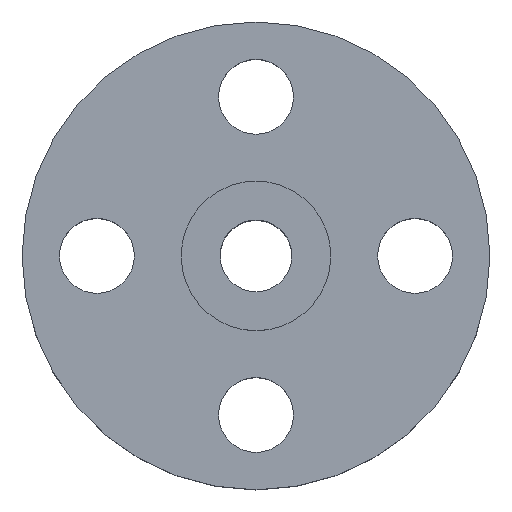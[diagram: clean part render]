
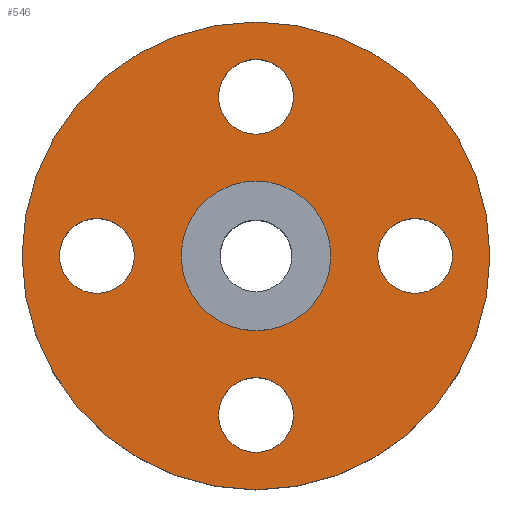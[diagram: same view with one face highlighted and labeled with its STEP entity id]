
A CAD part, top view. The second image highlights one B-rep face of the part: STEP entity #546.
In plain terms, the highlighted planar face has unit normal (0, 0, 1).
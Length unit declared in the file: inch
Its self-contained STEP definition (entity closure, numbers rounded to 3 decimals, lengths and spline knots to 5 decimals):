
#9 = DIRECTION ( 'NONE',  ( 0., 0., 1. ) ) ;
#14 = PLANE ( 'NONE',  #757 ) ;
#27 = ORIENTED_EDGE ( 'NONE', *, *, #490, .F. ) ;
#28 = CARTESIAN_POINT ( 'NONE',  ( -2.625, 0., -0.25 ) ) ;
#30 = EDGE_LOOP ( 'NONE', ( #845, #204 ) ) ;
#34 = EDGE_LOOP ( 'NONE', ( #27, #519 ) ) ;
#38 = DIRECTION ( 'NONE',  ( 0., 0., 1. ) ) ;
#40 = EDGE_CURVE ( 'NONE', #797, #498, #752, .T. ) ;
#41 = VERTEX_POINT ( 'NONE', #244 ) ;
#43 = DIRECTION ( 'NONE',  ( 0., 0., 1. ) ) ;
#48 = VERTEX_POINT ( 'NONE', #180 ) ;
#52 = AXIS2_PLACEMENT_3D ( 'NONE', #608, #814, #486 ) ;
#87 = CARTESIAN_POINT ( 'NONE',  ( 2.125, 0., -0.25 ) ) ;
#88 = DIRECTION ( 'NONE',  ( 0., 0., 1. ) ) ;
#91 = ORIENTED_EDGE ( 'NONE', *, *, #755, .F. ) ;
#95 = EDGE_CURVE ( 'NONE', #715, #742, #148, .T. ) ;
#109 = CARTESIAN_POINT ( 'NONE',  ( 0., 0., -0.25 ) ) ;
#120 = VERTEX_POINT ( 'NONE', #465 ) ;
#133 = AXIS2_PLACEMENT_3D ( 'NONE', #109, #43, #571 ) ;
#139 = DIRECTION ( 'NONE',  ( -1., 0., 0. ) ) ;
#142 = CIRCLE ( 'NONE', #655, 0.5 ) ;
#143 = FACE_BOUND ( 'NONE', #34, .T. ) ;
#145 = DIRECTION ( 'NONE',  ( 1., 0., 0. ) ) ;
#148 = CIRCLE ( 'NONE', #379, 0.5 ) ;
#165 = CARTESIAN_POINT ( 'NONE',  ( -1.625, 0., -0.25 ) ) ;
#171 = DIRECTION ( 'NONE',  ( 1., 0., 0. ) ) ;
#172 = DIRECTION ( 'NONE',  ( 1., 0., 0. ) ) ;
#173 = DIRECTION ( 'NONE',  ( 1., 0., 0. ) ) ;
#180 = CARTESIAN_POINT ( 'NONE',  ( -0.5, -2.125, -0.25 ) ) ;
#181 = CARTESIAN_POINT ( 'NONE',  ( 0.5, -2.125, -0.25 ) ) ;
#188 = ORIENTED_EDGE ( 'NONE', *, *, #819, .F. ) ;
#189 = DIRECTION ( 'NONE',  ( 0., 0., 1. ) ) ;
#204 = ORIENTED_EDGE ( 'NONE', *, *, #851, .T. ) ;
#207 = AXIS2_PLACEMENT_3D ( 'NONE', #494, #38, #172 ) ;
#213 = CARTESIAN_POINT ( 'NONE',  ( -2.125, 0., -0.25 ) ) ;
#235 = CARTESIAN_POINT ( 'NONE',  ( 0., 0., -0.25 ) ) ;
#244 = CARTESIAN_POINT ( 'NONE',  ( -3.125, 0., -0.25 ) ) ;
#256 = EDGE_LOOP ( 'NONE', ( #691, #491 ) ) ;
#264 = DIRECTION ( 'NONE',  ( 0., -1., 0. ) ) ;
#270 = CIRCLE ( 'NONE', #583, 3.125 ) ;
#276 = CARTESIAN_POINT ( 'NONE',  ( 0., 1., -0.25 ) ) ;
#279 = FACE_BOUND ( 'NONE', #529, .T. ) ;
#283 = FACE_BOUND ( 'NONE', #476, .T. ) ;
#291 = VERTEX_POINT ( 'NONE', #181 ) ;
#293 = CARTESIAN_POINT ( 'NONE',  ( 0., 0., -0.25 ) ) ;
#303 = AXIS2_PLACEMENT_3D ( 'NONE', #668, #9, #337 ) ;
#306 = EDGE_CURVE ( 'NONE', #328, #790, #572, .T. ) ;
#328 = VERTEX_POINT ( 'NONE', #435 ) ;
#336 = ORIENTED_EDGE ( 'NONE', *, *, #40, .F. ) ;
#337 = DIRECTION ( 'NONE',  ( -1., 0., 0. ) ) ;
#339 = EDGE_CURVE ( 'NONE', #423, #41, #536, .T. ) ;
#356 = DIRECTION ( 'NONE',  ( 0., 1., 0. ) ) ;
#372 = AXIS2_PLACEMENT_3D ( 'NONE', #401, #189, #521 ) ;
#379 = AXIS2_PLACEMENT_3D ( 'NONE', #855, #454, #264 ) ;
#401 = CARTESIAN_POINT ( 'NONE',  ( 0., -2.125, -0.25 ) ) ;
#405 = CARTESIAN_POINT ( 'NONE',  ( 1., 0., -0.25 ) ) ;
#414 = FACE_BOUND ( 'NONE', #673, .T. ) ;
#423 = VERTEX_POINT ( 'NONE', #741 ) ;
#426 = DIRECTION ( 'NONE',  ( 0., 0., 1. ) ) ;
#435 = CARTESIAN_POINT ( 'NONE',  ( -1., 0., -0.25 ) ) ;
#454 = DIRECTION ( 'NONE',  ( 0., 0., 1. ) ) ;
#465 = CARTESIAN_POINT ( 'NONE',  ( 2.625, 0., -0.25 ) ) ;
#476 = EDGE_LOOP ( 'NONE', ( #91, #777 ) ) ;
#481 = CIRCLE ( 'NONE', #697, 0.5 ) ;
#486 = DIRECTION ( 'NONE',  ( 0., -1., 0. ) ) ;
#490 = EDGE_CURVE ( 'NONE', #742, #715, #728, .T. ) ;
#491 = ORIENTED_EDGE ( 'NONE', *, *, #778, .F. ) ;
#494 = CARTESIAN_POINT ( 'NONE',  ( 0., 0., -0.25 ) ) ;
#498 = VERTEX_POINT ( 'NONE', #28 ) ;
#506 = VERTEX_POINT ( 'NONE', #753 ) ;
#507 = ORIENTED_EDGE ( 'NONE', *, *, #680, .F. ) ;
#519 = ORIENTED_EDGE ( 'NONE', *, *, #95, .F. ) ;
#521 = DIRECTION ( 'NONE',  ( 0., 1., 0. ) ) ;
#529 = EDGE_LOOP ( 'NONE', ( #336, #507 ) ) ;
#536 = CIRCLE ( 'NONE', #133, 3.125 ) ;
#538 = DIRECTION ( 'NONE',  ( -1., 0., 0. ) ) ;
#544 = FACE_OUTER_BOUND ( 'NONE', #30, .T. ) ;
#546 = ADVANCED_FACE ( 'NONE', ( #143, #816, #283, #279, #414, #544 ), #14, .F. ) ;
#553 = CIRCLE ( 'NONE', #812, 1. ) ;
#557 = DIRECTION ( 'NONE',  ( 1., 0., 0. ) ) ;
#571 = DIRECTION ( 'NONE',  ( 1., 0., 0. ) ) ;
#572 = CIRCLE ( 'NONE', #207, 1. ) ;
#575 = EDGE_CURVE ( 'NONE', #120, #506, #599, .T. ) ;
#583 = AXIS2_PLACEMENT_3D ( 'NONE', #235, #770, #173 ) ;
#599 = CIRCLE ( 'NONE', #303, 0.5 ) ;
#608 = CARTESIAN_POINT ( 'NONE',  ( 0., 2.125, -0.25 ) ) ;
#610 = CARTESIAN_POINT ( 'NONE',  ( 0.5, 2.125, -0.25 ) ) ;
#617 = DIRECTION ( 'NONE',  ( 0., 0., -1. ) ) ;
#618 = DIRECTION ( 'NONE',  ( 0., 0., 1. ) ) ;
#631 = EDGE_CURVE ( 'NONE', #48, #291, #810, .T. ) ;
#646 = ORIENTED_EDGE ( 'NONE', *, *, #306, .F. ) ;
#655 = AXIS2_PLACEMENT_3D ( 'NONE', #751, #88, #356 ) ;
#662 = AXIS2_PLACEMENT_3D ( 'NONE', #838, #693, #171 ) ;
#668 = CARTESIAN_POINT ( 'NONE',  ( 2.125, 0., -0.25 ) ) ;
#673 = EDGE_LOOP ( 'NONE', ( #188, #646 ) ) ;
#680 = EDGE_CURVE ( 'NONE', #498, #797, #710, .T. ) ;
#688 = CARTESIAN_POINT ( 'NONE',  ( -0.5, 2.125, -0.25 ) ) ;
#691 = ORIENTED_EDGE ( 'NONE', *, *, #575, .F. ) ;
#693 = DIRECTION ( 'NONE',  ( 0., 0., 1. ) ) ;
#697 = AXIS2_PLACEMENT_3D ( 'NONE', #87, #618, #139 ) ;
#710 = CIRCLE ( 'NONE', #821, 0.5 ) ;
#715 = VERTEX_POINT ( 'NONE', #688 ) ;
#728 = CIRCLE ( 'NONE', #52, 0.5 ) ;
#741 = CARTESIAN_POINT ( 'NONE',  ( 3.125, 0., -0.25 ) ) ;
#742 = VERTEX_POINT ( 'NONE', #610 ) ;
#747 = DIRECTION ( 'NONE',  ( 0., 0., 1. ) ) ;
#751 = CARTESIAN_POINT ( 'NONE',  ( 0., -2.125, -0.25 ) ) ;
#752 = CIRCLE ( 'NONE', #662, 0.5 ) ;
#753 = CARTESIAN_POINT ( 'NONE',  ( 1.625, 0., -0.25 ) ) ;
#755 = EDGE_CURVE ( 'NONE', #291, #48, #142, .T. ) ;
#757 = AXIS2_PLACEMENT_3D ( 'NONE', #276, #617, #538 ) ;
#770 = DIRECTION ( 'NONE',  ( 0., 0., 1. ) ) ;
#777 = ORIENTED_EDGE ( 'NONE', *, *, #631, .F. ) ;
#778 = EDGE_CURVE ( 'NONE', #506, #120, #481, .T. ) ;
#790 = VERTEX_POINT ( 'NONE', #405 ) ;
#797 = VERTEX_POINT ( 'NONE', #165 ) ;
#810 = CIRCLE ( 'NONE', #372, 0.5 ) ;
#812 = AXIS2_PLACEMENT_3D ( 'NONE', #293, #426, #557 ) ;
#814 = DIRECTION ( 'NONE',  ( 0., 0., 1. ) ) ;
#816 = FACE_BOUND ( 'NONE', #256, .T. ) ;
#819 = EDGE_CURVE ( 'NONE', #790, #328, #553, .T. ) ;
#821 = AXIS2_PLACEMENT_3D ( 'NONE', #213, #747, #145 ) ;
#838 = CARTESIAN_POINT ( 'NONE',  ( -2.125, 0., -0.25 ) ) ;
#845 = ORIENTED_EDGE ( 'NONE', *, *, #339, .T. ) ;
#851 = EDGE_CURVE ( 'NONE', #41, #423, #270, .T. ) ;
#855 = CARTESIAN_POINT ( 'NONE',  ( 0., 2.125, -0.25 ) ) ;
